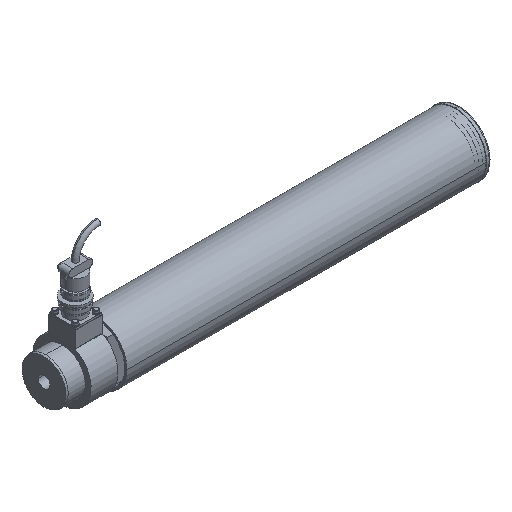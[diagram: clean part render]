
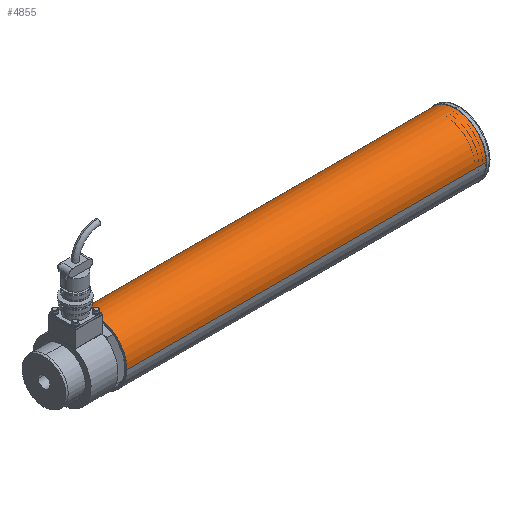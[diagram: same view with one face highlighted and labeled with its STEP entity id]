
A CAD part, isometric view. The second image highlights one B-rep face of the part: STEP entity #4855.
In plain terms, the highlighted cylindrical face has radius 34.5 mm (diameter 69 mm), a partial arc.
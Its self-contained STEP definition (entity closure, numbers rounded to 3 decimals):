
#4795=CARTESIAN_POINT('',(275.0,34.5,0.0));
#4796=VERTEX_POINT('',#4795);
#4797=CARTESIAN_POINT('',(-125.,34.5,0.0));
#4798=VERTEX_POINT('',#4797);
#4799=CARTESIAN_POINT('',(275.0,34.5,0.0));
#4800=DIRECTION('',(-1.0,0.0,0.0));
#4801=VECTOR('',#4800,400.);
#4802=LINE('',#4799,#4801);
#4803=EDGE_CURVE('',#4796,#4798,#4802,.T.);
#4805=CARTESIAN_POINT('',(275.0,-34.5,0.));
#4806=VERTEX_POINT('',#4805);
#4814=CARTESIAN_POINT('',(-125.,-34.5,0.));
#4815=VERTEX_POINT('',#4814);
#4816=CARTESIAN_POINT('',(275.0,-34.5,0.));
#4817=DIRECTION('',(-1.0,0.0,0.0));
#4818=VECTOR('',#4817,400.);
#4819=LINE('',#4816,#4818);
#4820=EDGE_CURVE('',#4806,#4815,#4819,.T.);
#4832=CARTESIAN_POINT('',(75.,0.0,0.0));
#4833=DIRECTION('',(1.0,0.0,0.0));
#4834=DIRECTION('',(0.0,1.0,0.0));
#4835=AXIS2_PLACEMENT_3D('',#4832,#4833,#4834);
#4836=CYLINDRICAL_SURFACE('',#4835,34.5);
#4837=ORIENTED_EDGE('',*,*,#4803,.T.);
#4838=CARTESIAN_POINT('',(-125.,0.0,0.0));
#4839=DIRECTION('',(1.0,0.0,0.0));
#4840=DIRECTION('',(0.0,1.0,0.0));
#4841=AXIS2_PLACEMENT_3D('',#4838,#4839,#4840);
#4842=CIRCLE('',#4841,34.5);
#4843=EDGE_CURVE('',#4798,#4815,#4842,.T.);
#4844=ORIENTED_EDGE('',*,*,#4843,.T.);
#4845=ORIENTED_EDGE('',*,*,#4820,.F.);
#4846=CARTESIAN_POINT('',(275.0,0.0,0.0));
#4847=DIRECTION('',(1.0,0.0,0.0));
#4848=DIRECTION('',(0.0,1.0,0.0));
#4849=AXIS2_PLACEMENT_3D('',#4846,#4847,#4848);
#4850=CIRCLE('',#4849,34.5);
#4851=EDGE_CURVE('',#4796,#4806,#4850,.T.);
#4852=ORIENTED_EDGE('',*,*,#4851,.F.);
#4853=EDGE_LOOP('',(#4837,#4844,#4845,#4852));
#4854=FACE_OUTER_BOUND('',#4853,.T.);
#4855=ADVANCED_FACE('',(#4854),#4836,.T.);
